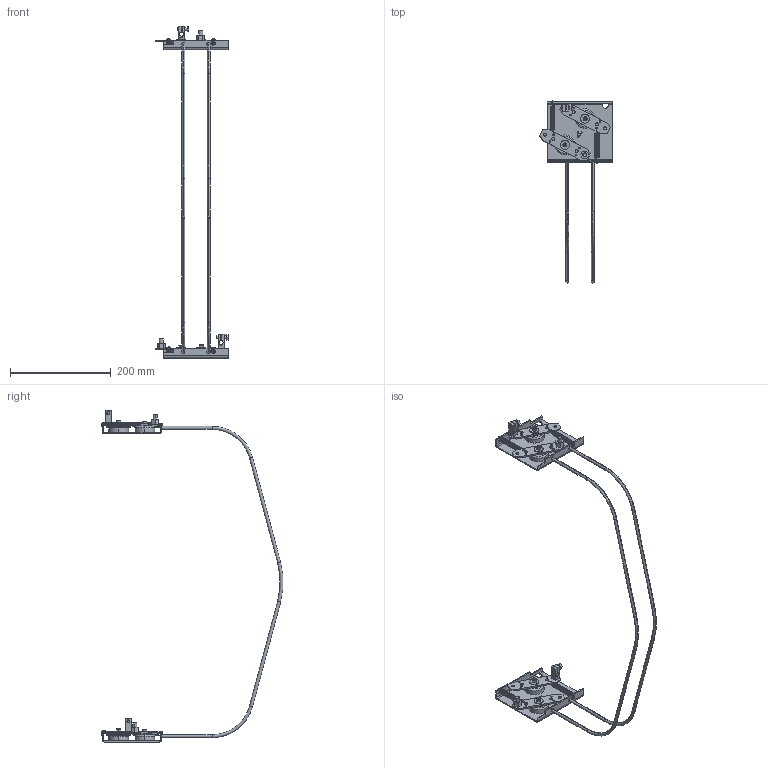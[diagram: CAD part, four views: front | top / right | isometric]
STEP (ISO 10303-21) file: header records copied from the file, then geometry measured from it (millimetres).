
FILE_DESCRIPTION (( 'STEP AP203' ), '1' );
FILE_NAME ('mbkt-va-45 Ìåõàíè÷åñêàÿ òðîñîâàÿ âçàèìîáëîêèðîâêà ÂÀ-45.STEP', '2018-09-04T06:09:16', ( '' ), ( '' ), 'SwSTEP 2.0', 'SolidWorks 2017', '' );
FILE_SCHEMA (( 'CONFIG_CONTROL_DESIGN' ));
Length unit declared in the file: millimetre
Products named in the file (4): ×àñòü Â; Òðîñ ìåõ áëîêèðîâêè; ×àñòü À; mbkt-va-45 Ìåõàíè÷åñêàÿ òðîñîâàÿ âçàèìîáëîêèðîâêà ÂÀ-45
Assembly tree (4 placements, depth 2):
  mbkt-va-45 Ìåõàíè÷åñêàÿ òðîñîâàÿ âçàèìîáëîêèðîâêà ÂÀ-45
    ×àñòü À
    ×àñòü Â
    Òðîñ ìåõ áëîêèðîâêè  x2
Bounding box: 144.25 x 360.23 x 658 mm (x, y, z)
Volume: 249074.3 mm3; surface area: 154451.6 mm2
Topology: 8 solids, 8 shells, 497 faces, 1298 edges, 848 vertices
Faces by surface type: plane 248, cylinder 164, bspline 45, torus 32, cone 8
Entity records: 52256 total; most frequent: CARTESIAN_POINT 39763, ORIENTED_EDGE 2536, DIRECTION 2468, EDGE_CURVE 1268, AXIS2_PLACEMENT_3D 889, VERTEX_POINT 832, VECTOR 690, LINE 690
